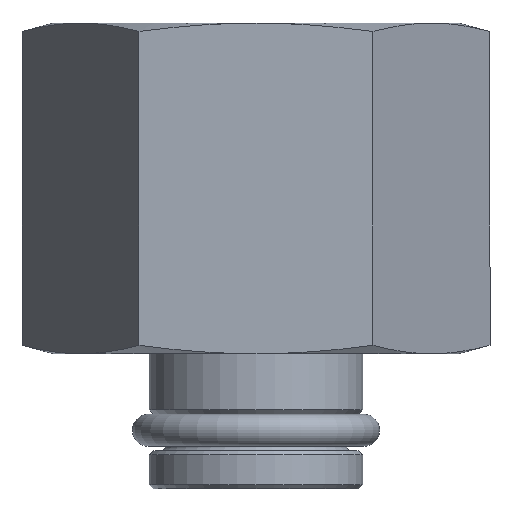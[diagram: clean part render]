
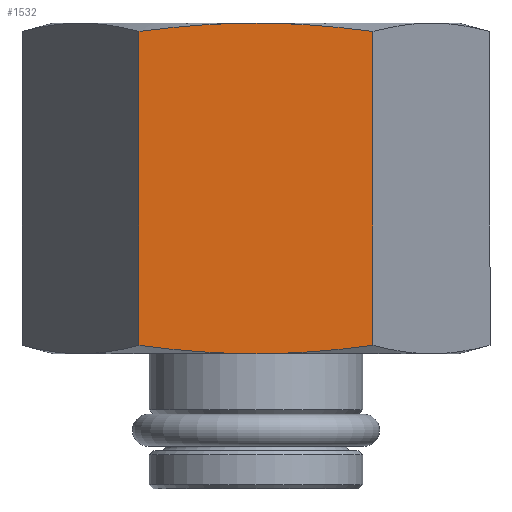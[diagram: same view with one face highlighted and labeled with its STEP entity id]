
A CAD part, front view. The second image highlights one B-rep face of the part: STEP entity #1532.
In plain terms, the highlighted face is planar.
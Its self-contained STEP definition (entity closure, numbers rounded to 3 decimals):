
#917=CARTESIAN_POINT('',(4.75,8.227,15.5));
#918=VERTEX_POINT('',#917);
#1096=CARTESIAN_POINT('',(0.,10.97,15.106));
#1097=VERTEX_POINT('',#1096);
#1098=CARTESIAN_POINT('',(0.,10.97,15.106));
#1099=CARTESIAN_POINT('',(2.546,9.5,15.5));
#1100=CARTESIAN_POINT('',(4.75,8.227,15.5));
#1108=(BOUNDED_CURVE()B_SPLINE_CURVE(2,(#1098,#1099,#1100),.UNSPECIFIED.,.F.,.U.)B_SPLINE_CURVE_WITH_KNOTS((3,3),(0.977,1.668),.UNSPECIFIED.)CURVE()GEOMETRIC_REPRESENTATION_ITEM()RATIONAL_B_SPLINE_CURVE((1.109,1.093,1.0))REPRESENTATION_ITEM(''));
#1109=EDGE_CURVE('',#1097,#918,#1108,.T.);
#1133=CARTESIAN_POINT('',(9.5,5.485,15.106));
#1134=VERTEX_POINT('',#1133);
#1135=CARTESIAN_POINT('',(4.75,8.227,15.5));
#1136=CARTESIAN_POINT('',(6.954,6.954,15.5));
#1137=CARTESIAN_POINT('',(9.5,5.485,15.106));
#1145=(BOUNDED_CURVE()B_SPLINE_CURVE(2,(#1135,#1136,#1137),.UNSPECIFIED.,.F.,.U.)B_SPLINE_CURVE_WITH_KNOTS((3,3),(1.668,2.358),.UNSPECIFIED.)CURVE()GEOMETRIC_REPRESENTATION_ITEM()RATIONAL_B_SPLINE_CURVE((1.0,1.093,1.109))REPRESENTATION_ITEM(''));
#1146=EDGE_CURVE('',#918,#1134,#1145,.T.);
#1244=CARTESIAN_POINT('',(9.5,5.485,0.394));
#1245=VERTEX_POINT('',#1244);
#1246=CARTESIAN_POINT('',(4.75,8.227,0.0));
#1247=VERTEX_POINT('',#1246);
#1248=CARTESIAN_POINT('',(9.5,5.485,0.394));
#1249=CARTESIAN_POINT('',(6.954,6.954,0.));
#1250=CARTESIAN_POINT('',(4.75,8.227,0.0));
#1258=(BOUNDED_CURVE()B_SPLINE_CURVE(2,(#1248,#1249,#1250),.UNSPECIFIED.,.F.,.U.)B_SPLINE_CURVE_WITH_KNOTS((3,3),(0.977,1.668),.UNSPECIFIED.)CURVE()GEOMETRIC_REPRESENTATION_ITEM()RATIONAL_B_SPLINE_CURVE((1.109,1.093,1.0))REPRESENTATION_ITEM(''));
#1259=EDGE_CURVE('',#1245,#1247,#1258,.T.);
#1291=CARTESIAN_POINT('',(0.,10.97,0.394));
#1292=VERTEX_POINT('',#1291);
#1308=CARTESIAN_POINT('',(4.75,8.227,0.0));
#1309=CARTESIAN_POINT('',(2.546,9.5,0.));
#1310=CARTESIAN_POINT('',(0.,10.97,0.394));
#1318=(BOUNDED_CURVE()B_SPLINE_CURVE(2,(#1308,#1309,#1310),.UNSPECIFIED.,.F.,.U.)B_SPLINE_CURVE_WITH_KNOTS((3,3),(1.668,2.358),.UNSPECIFIED.)CURVE()GEOMETRIC_REPRESENTATION_ITEM()RATIONAL_B_SPLINE_CURVE((1.0,1.093,1.109))REPRESENTATION_ITEM(''));
#1319=EDGE_CURVE('',#1247,#1292,#1318,.T.);
#1509=CARTESIAN_POINT('',(0.,10.97,0.0));
#1510=DIRECTION('',(0.5,0.866,0.0));
#1511=DIRECTION('',(0.0,0.0,-1.0));
#1512=AXIS2_PLACEMENT_3D('',#1509,#1510,#1511);
#1513=PLANE('',#1512);
#1514=ORIENTED_EDGE('',*,*,#1109,.T.);
#1515=ORIENTED_EDGE('',*,*,#1146,.T.);
#1516=CARTESIAN_POINT('',(9.5,5.485,0.394));
#1517=DIRECTION('',(0.0,0.0,1.0));
#1518=VECTOR('',#1517,14.712);
#1519=LINE('',#1516,#1518);
#1520=EDGE_CURVE('',#1245,#1134,#1519,.T.);
#1521=ORIENTED_EDGE('',*,*,#1520,.F.);
#1522=ORIENTED_EDGE('',*,*,#1259,.T.);
#1523=ORIENTED_EDGE('',*,*,#1319,.T.);
#1524=CARTESIAN_POINT('',(0.,10.97,0.394));
#1525=DIRECTION('',(0.0,0.0,1.0));
#1526=VECTOR('',#1525,14.712);
#1527=LINE('',#1524,#1526);
#1528=EDGE_CURVE('',#1292,#1097,#1527,.T.);
#1529=ORIENTED_EDGE('',*,*,#1528,.T.);
#1530=EDGE_LOOP('',(#1514,#1515,#1521,#1522,#1523,#1529));
#1531=FACE_OUTER_BOUND('',#1530,.T.);
#1532=ADVANCED_FACE('',(#1531),#1513,.T.);
